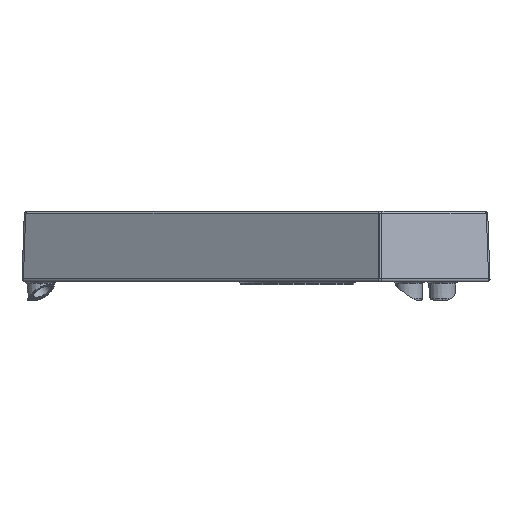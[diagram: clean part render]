
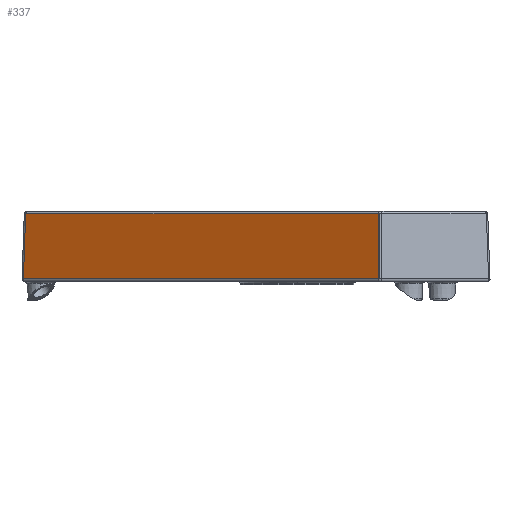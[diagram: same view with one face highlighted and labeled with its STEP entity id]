
A CAD part, left-side view. The second image highlights one B-rep face of the part: STEP entity #337.
In plain terms, the highlighted planar face has unit normal (-0.866, 0.5, 0.035).
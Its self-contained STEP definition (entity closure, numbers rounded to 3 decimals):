
#205 = LINE ( 'NONE', #5134, #3992 ) ;
#337 = ADVANCED_FACE ( 'NONE', ( #5186 ), #4789, .T. ) ;
#524 = CARTESIAN_POINT ( 'NONE',  ( -67.485, 292.311, 0. ) ) ;
#1305 = VERTEX_POINT ( 'NONE', #8331 ) ;
#1346 = DIRECTION ( 'NONE',  ( 0.5, 0.866, 0. ) ) ;
#1650 = VERTEX_POINT ( 'NONE', #1902 ) ;
#1655 = EDGE_CURVE ( 'NONE', #1650, #1305, #3035, .T. ) ;
#1660 = CARTESIAN_POINT ( 'NONE',  ( -285.901, -86.212, 3.105 ) ) ;
#1788 = AXIS2_PLACEMENT_3D ( 'NONE', #524, #7604, #4383 ) ;
#1902 = CARTESIAN_POINT ( 'NONE',  ( -66.897, 288.294, 72.105 ) ) ;
#2049 = ORIENTED_EDGE ( 'NONE', *, *, #6392, .T. ) ;
#2817 = LINE ( 'NONE', #4917, #8246 ) ;
#2874 = ORIENTED_EDGE ( 'NONE', *, *, #4226, .T. ) ;
#2918 = DIRECTION ( 'NONE',  ( 0.04, 0., 0.999 ) ) ;
#3035 = LINE ( 'NONE', #5440, #3483 ) ;
#3483 = VECTOR ( 'NONE', #6819, 1000. ) ;
#3992 = VECTOR ( 'NONE', #2918, 1000. ) ;
#4226 = EDGE_CURVE ( 'NONE', #1305, #4654, #2817, .T. ) ;
#4383 = DIRECTION ( 'NONE',  ( -0.5, -0.866, 0. ) ) ;
#4649 = VECTOR ( 'NONE', #1346, 1000. ) ;
#4654 = VERTEX_POINT ( 'NONE', #1660 ) ;
#4757 = CARTESIAN_POINT ( 'NONE',  ( -283.118, -86.212, 72.105 ) ) ;
#4789 = PLANE ( 'NONE',  #1788 ) ;
#4917 = CARTESIAN_POINT ( 'NONE',  ( -67.391, 292.257, 3.105 ) ) ;
#4934 = ORIENTED_EDGE ( 'NONE', *, *, #6627, .T. ) ;
#5134 = CARTESIAN_POINT ( 'NONE',  ( -285.671, -86.212, 8.798 ) ) ;
#5186 = FACE_OUTER_BOUND ( 'NONE', #7937, .T. ) ;
#5440 = CARTESIAN_POINT ( 'NONE',  ( -68.352, 290.813, -0.035 ) ) ;
#5679 = DIRECTION ( 'NONE',  ( -0.5, -0.866, 0. ) ) ;
#5847 = ORIENTED_EDGE ( 'NONE', *, *, #1655, .T. ) ;
#6392 = EDGE_CURVE ( 'NONE', #4654, #7093, #205, .T. ) ;
#6627 = EDGE_CURVE ( 'NONE', #7093, #1650, #7616, .T. ) ;
#6819 = DIRECTION ( 'NONE',  ( -0.02, 0.035, -0.999 ) ) ;
#7093 = VERTEX_POINT ( 'NONE', #4757 ) ;
#7453 = CARTESIAN_POINT ( 'NONE',  ( -65.305, 291.052, 72.105 ) ) ;
#7604 = DIRECTION ( 'NONE',  ( -0.865, 0.5, 0.035 ) ) ;
#7616 = LINE ( 'NONE', #7453, #4649 ) ;
#7937 = EDGE_LOOP ( 'NONE', ( #2874, #2049, #4934, #5847 ) ) ;
#8246 = VECTOR ( 'NONE', #5679, 1000. ) ;
#8331 = CARTESIAN_POINT ( 'NONE',  ( -68.288, 290.704, 3.105 ) ) ;
